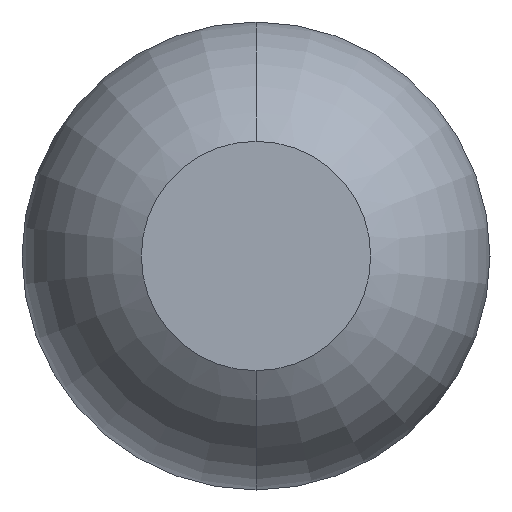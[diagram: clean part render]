
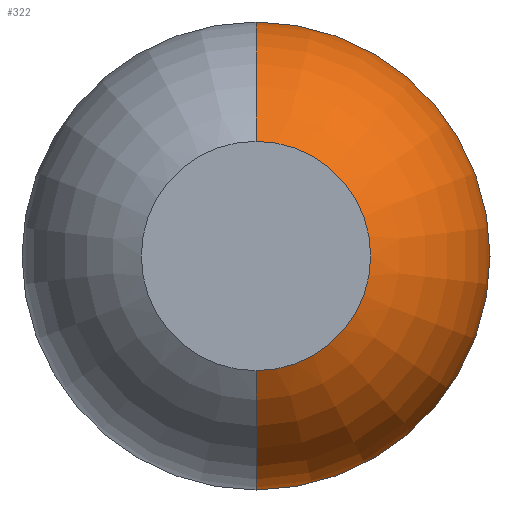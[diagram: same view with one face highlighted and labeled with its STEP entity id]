
A CAD part, front view. The second image highlights one B-rep face of the part: STEP entity #322.
In plain terms, the highlighted toroidal (fillet/blend) face has major radius 0.01 mm and minor radius 0.5 mm.
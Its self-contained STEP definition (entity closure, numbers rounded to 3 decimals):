
#62 = EDGE_LOOP ( 'NONE', ( #1273, #1162, #2858, #1006 ) ) ;
#124 = CARTESIAN_POINT ( 'NONE',  ( 0., -25.4, -0.25 ) ) ;
#299 = VERTEX_POINT ( 'NONE', #124 ) ;
#322 = ADVANCED_FACE ( 'Defeature ausgef�hrt2_0', ( #3630 ), #1404, .T. ) ;
#345 = DIRECTION ( 'NONE',  ( 0., -1., 0. ) ) ;
#543 = DIRECTION ( 'NONE',  ( 0., 0., -1. ) ) ;
#807 = VERTEX_POINT ( 'NONE', #902 ) ;
#816 = AXIS2_PLACEMENT_3D ( 'NONE', #3915, #1737, #543 ) ;
#868 = CARTESIAN_POINT ( 'NONE',  ( 0., -25.4, 0. ) ) ;
#902 = CARTESIAN_POINT ( 'NONE',  ( 0., -24.961, 0.51 ) ) ;
#983 = CARTESIAN_POINT ( 'NONE',  ( 0., -24.961, -0.51 ) ) ;
#1006 = ORIENTED_EDGE ( 'NONE', *, *, #1591, .F. ) ;
#1017 = CARTESIAN_POINT ( 'NONE',  ( 0., -24.961, -0.01 ) ) ;
#1162 = ORIENTED_EDGE ( 'NONE', *, *, #2199, .T. ) ;
#1273 = ORIENTED_EDGE ( 'NONE', *, *, #3874, .T. ) ;
#1404 = TOROIDAL_SURFACE ( 'NONE', #2424, 0.01, 0.5 ) ;
#1525 = CIRCLE ( 'NONE', #816, 0.5 ) ;
#1591 = EDGE_CURVE ( 'NONE', #3657, #299, #2623, .T. ) ;
#1737 = DIRECTION ( 'NONE',  ( 1., 0., 0. ) ) ;
#1749 = AXIS2_PLACEMENT_3D ( 'NONE', #2173, #345, #3755 ) ;
#1944 = CARTESIAN_POINT ( 'NONE',  ( 0., -24.961, 0. ) ) ;
#1946 = CIRCLE ( 'NONE', #1749, 0.51 ) ;
#2173 = CARTESIAN_POINT ( 'NONE',  ( 0., -24.961, 0. ) ) ;
#2199 = EDGE_CURVE ( 'NONE', #807, #3566, #1525, .T. ) ;
#2424 = AXIS2_PLACEMENT_3D ( 'NONE', #1944, #3797, #3520 ) ;
#2623 = CIRCLE ( 'NONE', #2897, 0.5 ) ;
#2701 = DIRECTION ( 'NONE',  ( 0., 0., 1. ) ) ;
#2785 = CARTESIAN_POINT ( 'NONE',  ( 0., -25.4, 0.25 ) ) ;
#2847 = EDGE_CURVE ( 'Defeature ausgef�hrt2_0+Defeature ausgef�hrt2_21+Defeature ausgef�hrt2_21+Defeature ausgef�hrt2_21', #3566, #299, #2926, .T. ) ;
#2858 = ORIENTED_EDGE ( 'NONE', *, *, #2847, .T. ) ;
#2864 = DIRECTION ( 'NONE',  ( 0., 0., 1. ) ) ;
#2897 = AXIS2_PLACEMENT_3D ( 'NONE', #1017, #3142, #2864 ) ;
#2926 = CIRCLE ( 'NONE', #3718, 0.25 ) ;
#3007 = DIRECTION ( 'NONE',  ( 0., 1., 0. ) ) ;
#3142 = DIRECTION ( 'NONE',  ( -1., 0., 0. ) ) ;
#3520 = DIRECTION ( 'NONE',  ( 0., 0., -1. ) ) ;
#3566 = VERTEX_POINT ( 'NONE', #2785 ) ;
#3630 = FACE_OUTER_BOUND ( 'NONE', #62, .T. ) ;
#3657 = VERTEX_POINT ( 'NONE', #983 ) ;
#3718 = AXIS2_PLACEMENT_3D ( 'NONE', #868, #3007, #2701 ) ;
#3755 = DIRECTION ( 'NONE',  ( 0., 0., -1. ) ) ;
#3797 = DIRECTION ( 'NONE',  ( 0., -1., 0. ) ) ;
#3874 = EDGE_CURVE ( 'Defeature ausgef�hrt2_0+Defeature ausgef�hrt2_6+Defeature ausgef�hrt2_6+Defeature ausgef�hrt2_6', #3657, #807, #1946, .T. ) ;
#3915 = CARTESIAN_POINT ( 'NONE',  ( 0., -24.961, 0.01 ) ) ;
